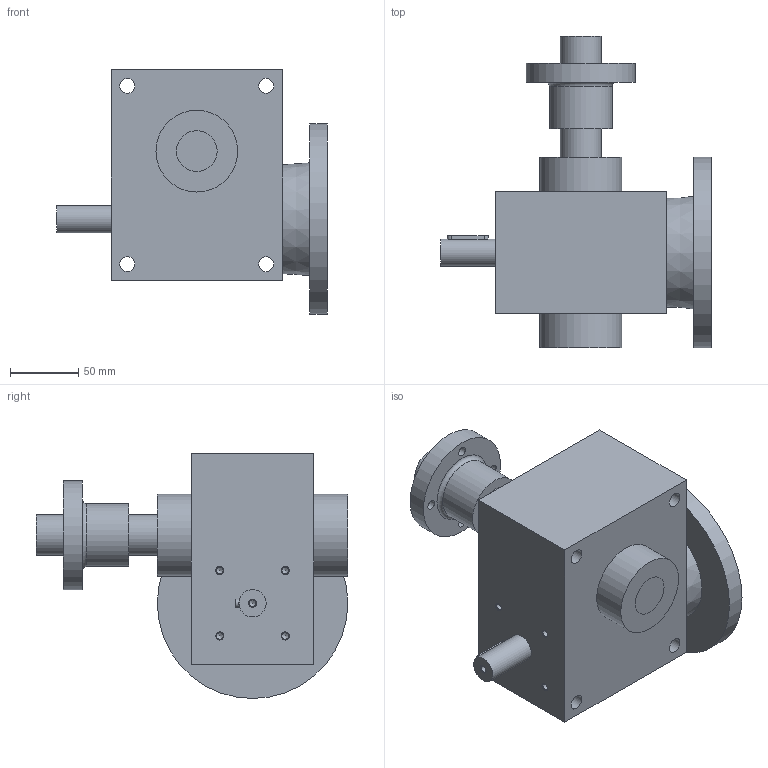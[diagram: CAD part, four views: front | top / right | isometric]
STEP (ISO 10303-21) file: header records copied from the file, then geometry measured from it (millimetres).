
FILE_DESCRIPTION(/* description */ ('STEP AP203'),/* implementation_level */ '2;1');
FILE_NAME(/* name */ 'XTPR306_MBD_63_B5_R.1_5_C.1_-_-_-_-_-_-',/* time_stamp */ '2022-11-01T11:42:18+01:00',/* author */ ('License CC BY-ND 4.0'),/* organization */ ('CADENAS'),/* preprocessor_version */ 'ST-DEVELOPER v18.102',/* originating_system */ 'PARTsolutions',/* authorisation */ ' ');
FILE_SCHEMA (('CONFIG_CONTROL_DESIGN'));
Length unit declared in the file: millimetre
Products named in the file (6): XTPR306_MBD_63/B5_R.1/5_C.1_-_-_-_-_-_-; 306_2-fl; XTPR306_1_1_xtpr_4; XTPR306_1_11-_xtpr_3; XTPR306-2; XTPR306_4_1_1_1_xtpr_1
Assembly tree (5 placements, depth 2):
  XTPR306_MBD_63/B5_R.1/5_C.1_-_-_-_-_-_-
    306_2-fl
    XTPR306_1_1_xtpr_4
    XTPR306_1_11-_xtpr_3
    XTPR306-2
    XTPR306_4_1_1_1_xtpr_1
Bounding box: 199 x 229 x 180 mm (x, y, z)
Volume: 2348541.6 mm3; surface area: 221110.2 mm2
Topology: 5 solids, 5 shells, 167 faces, 413 edges, 272 vertices
Faces by surface type: plane 96, cylinder 55, cone 15, torus 1
Full cylindrical faces by diameter (mm): 4.917 x5, 7 x4, 11 x4, 20 x2, 24 x2, 30 x2, 46 x1, 60 x2, 80 x1, 95 x1, 140 x1
Entity records: 4963 total; most frequent: DIRECTION 826, CARTESIAN_POINT 814, ORIENTED_EDGE 724, EDGE_CURVE 362, AXIS2_PLACEMENT_3D 293, VERTEX_POINT 267, FACE_BOUND 251, EDGE_LOOP 246
